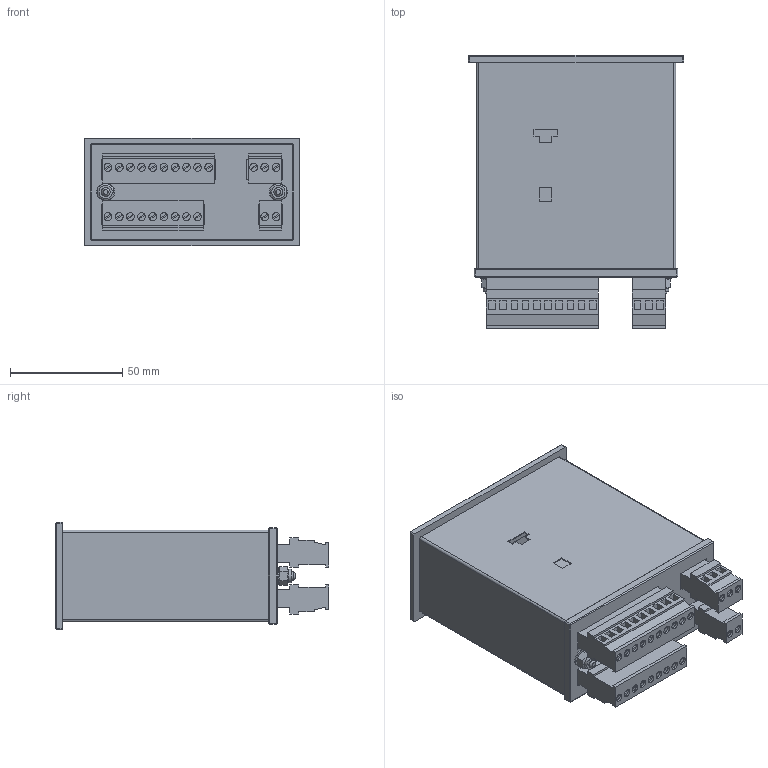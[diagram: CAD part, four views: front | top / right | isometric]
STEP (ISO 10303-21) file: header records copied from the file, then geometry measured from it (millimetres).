
FILE_DESCRIPTION(('TFLEX Exchange Step'),'2;1');
FILE_NAME('3D-модель прибора 16E6-D8-Н.stp', '2020-10-20T20:10:42+05:00',('Алексей'),('Unknown organisation'),'TFLEX Exchange 2019.1','T-FLEX CAD','Unknown authorisation');
FILE_SCHEMA( ('AUTOMOTIVE_DESIGN { 1 0 10303 214 1 1 1 1 }') );
Length unit declared in the file: millimetre
Products named in the file (16): Клемма:2; Клемма; Клемма:9; Клемма:10; Клемма:3; <Гайки стопорные>Гайка ГОСТ Р 50273-92; <Шайбы>Шайба ГОСТ 10450-78; <Шпильки>Шпилька ГОСТ 22038-76; Этикетка; Крышка задняя; Крышка передняя; Корпус; _16E6-D8-Н
Assembly tree (38 placements, depth 3):
  _16E6-D8-Н
    Клемма
      Клемма:2  x2
    Клемма
      Клемма:9  x9
    Клемма
      Клемма:10  x10
    Клемма
      Клемма:3  x3
    <Гайки стопорные>Гайка ГОСТ Р 50273-92  x2
    <Шайбы>Шайба ГОСТ 10450-78  x2
    <Шпильки>Шпилька ГОСТ 22038-76  x2
    Этикетка
    Крышка задняя
    Крышка передняя
    Корпус
Bounding box: 96 x 122.2 x 48 mm (x, y, z)
Volume: 62884.1 mm3; surface area: 91628.1 mm2
Topology: 58 solids, 58 shells, 962 faces, 2414 edges, 1572 vertices
Faces by surface type: plane 747, cylinder 171, bspline 30, cone 14
Full cylindrical faces by diameter (mm): 2.5 x1, 3.242 x2
Entity records: 24418 total; most frequent: CARTESIAN_POINT 4727, ORIENTED_EDGE 3992, DIRECTION 3869, EDGE_CURVE 1996, VECTOR 1575, LINE 1575, VERTEX_POINT 1297, AXIS2_PLACEMENT_3D 1147
